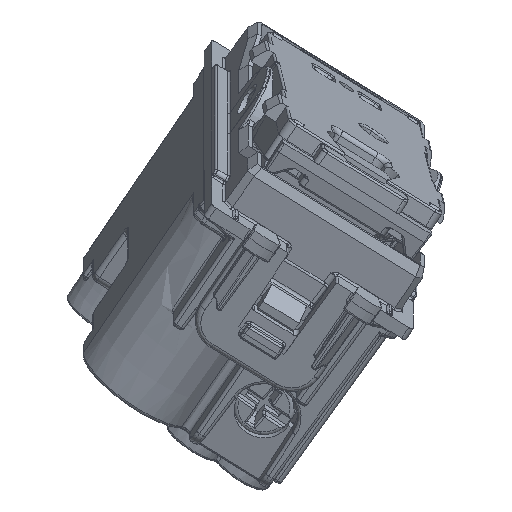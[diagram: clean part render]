
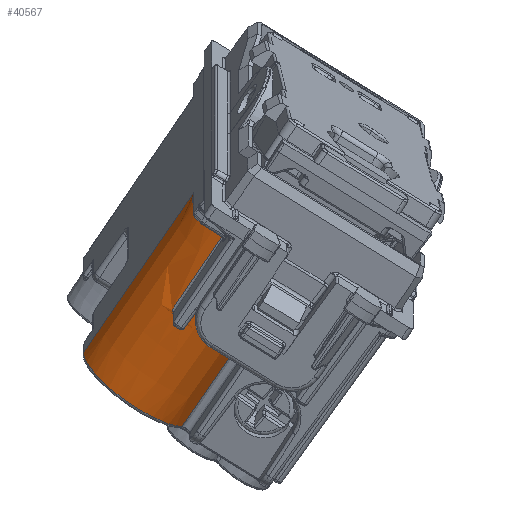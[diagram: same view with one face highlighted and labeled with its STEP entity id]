
A CAD part, front view. The second image highlights one B-rep face of the part: STEP entity #40567.
In plain terms, the highlighted conical face has half-angle 0.5 degrees and reference radius 5.994 mm.
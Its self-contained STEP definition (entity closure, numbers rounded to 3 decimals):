
#27187=CARTESIAN_POINT('Vertex',(-10.996,-12.,-2.403)) ;
#27261=CARTESIAN_POINT('Vertex',(-0.113,-15.474,-2.403)) ;
#27264=CARTESIAN_POINT('Axis2P3D Location',(-5.,-12.,-2.403)) ;
#31636=CARTESIAN_POINT('Vertex',(-11.16,-12.,16.397)) ;
#31685=CARTESIAN_POINT('Control Point',(-10.588,-14.581,15.803)) ;
#31686=CARTESIAN_POINT('Control Point',(-10.613,-14.526,15.803)) ;
#31687=CARTESIAN_POINT('Control Point',(-10.637,-14.472,15.804)) ;
#31688=CARTESIAN_POINT('Control Point',(-10.661,-14.417,15.807)) ;
#31689=CARTESIAN_POINT('Control Point',(-10.709,-14.302,15.815)) ;
#31690=CARTESIAN_POINT('Control Point',(-10.754,-14.187,15.828)) ;
#31691=CARTESIAN_POINT('Control Point',(-10.777,-14.126,15.836)) ;
#31692=CARTESIAN_POINT('Control Point',(-10.848,-13.928,15.864)) ;
#31693=CARTESIAN_POINT('Control Point',(-10.91,-13.73,15.903)) ;
#31694=CARTESIAN_POINT('Control Point',(-10.949,-13.592,15.934)) ;
#31695=CARTESIAN_POINT('Control Point',(-11.043,-13.219,16.024)) ;
#31696=CARTESIAN_POINT('Control Point',(-11.106,-12.845,16.132)) ;
#31697=CARTESIAN_POINT('Control Point',(-11.135,-12.61,16.204)) ;
#31698=CARTESIAN_POINT('Control Point',(-11.154,-12.35,16.286)) ;
#31699=CARTESIAN_POINT('Control Point',(-11.159,-12.091,16.368)) ;
#31700=CARTESIAN_POINT('Control Point',(-11.16,-12.067,16.376)) ;
#31701=CARTESIAN_POINT('Control Point',(-11.16,-12.039,16.385)) ;
#31702=CARTESIAN_POINT('Control Point',(-11.16,-12.012,16.394)) ;
#31703=CARTESIAN_POINT('Control Point',(-11.16,-12.008,16.395)) ;
#31704=CARTESIAN_POINT('Control Point',(-11.16,-12.004,16.396)) ;
#31705=CARTESIAN_POINT('Control Point',(-11.16,-12.,16.397)) ;
#31706=CARTESIAN_POINT('Vertex',(-10.588,-14.581,15.803)) ;
#32381=CARTESIAN_POINT('Vertex',(-7.721,-17.521,15.803)) ;
#32384=CARTESIAN_POINT('Axis2P3D Location',(-5.,-12.,15.803)) ;
#33321=CARTESIAN_POINT('Line Origine',(-11.084,-12.,7.7)) ;
#33325=CARTESIAN_POINT('Vertex',(-11.103,-12.,9.8)) ;
#33329=CARTESIAN_POINT('Control Point',(-11.103,-12.,9.8)) ;
#33330=CARTESIAN_POINT('Control Point',(-11.16,-12.,16.397)) ;
#38656=CARTESIAN_POINT('Control Point',(-0.113,-15.474,-2.403)) ;
#38657=CARTESIAN_POINT('Control Point',(-0.149,-15.559,-0.092)) ;
#38658=CARTESIAN_POINT('Control Point',(-0.185,-15.642,2.219)) ;
#38659=CARTESIAN_POINT('Control Point',(-0.221,-15.722,4.53)) ;
#38660=CARTESIAN_POINT('Control Point',(-0.258,-15.802,6.912)) ;
#38661=CARTESIAN_POINT('Control Point',(-0.295,-15.88,9.293)) ;
#38662=CARTESIAN_POINT('Control Point',(-0.296,-15.882,9.363)) ;
#38663=CARTESIAN_POINT('Control Point',(-0.297,-15.884,9.433)) ;
#38664=CARTESIAN_POINT('Control Point',(-0.298,-15.886,9.503)) ;
#38665=CARTESIAN_POINT('Vertex',(-0.298,-15.886,9.503)) ;
#38759=CARTESIAN_POINT('Vertex',(-5.863,-18.039,9.503)) ;
#38785=CARTESIAN_POINT('Axis2P3D Location',(-5.,-12.,9.503)) ;
#40138=CARTESIAN_POINT('Vertex',(-7.578,-17.507,7.297)) ;
#40150=CARTESIAN_POINT('Control Point',(-7.721,-17.521,15.803)) ;
#40151=CARTESIAN_POINT('Control Point',(-7.692,-17.518,14.102)) ;
#40152=CARTESIAN_POINT('Control Point',(-7.664,-17.516,12.401)) ;
#40153=CARTESIAN_POINT('Control Point',(-7.635,-17.513,10.699)) ;
#40154=CARTESIAN_POINT('Control Point',(-7.607,-17.51,8.998)) ;
#40155=CARTESIAN_POINT('Control Point',(-7.578,-17.507,7.297)) ;
#40190=CARTESIAN_POINT('Control Point',(-5.899,-18.014,7.297)) ;
#40191=CARTESIAN_POINT('Control Point',(-5.892,-18.019,7.738)) ;
#40192=CARTESIAN_POINT('Control Point',(-5.885,-18.024,8.179)) ;
#40193=CARTESIAN_POINT('Control Point',(-5.877,-18.029,8.621)) ;
#40194=CARTESIAN_POINT('Control Point',(-5.87,-18.034,9.062)) ;
#40195=CARTESIAN_POINT('Control Point',(-5.863,-18.039,9.503)) ;
#40196=CARTESIAN_POINT('Vertex',(-5.899,-18.014,7.297)) ;
#40238=CARTESIAN_POINT('Vertex',(-6.396,-17.916,7.)) ;
#40271=CARTESIAN_POINT('Vertex',(-7.11,-17.7,7.)) ;
#40274=CARTESIAN_POINT('Axis2P3D Location',(-5.,-12.,7.)) ;
#40482=CARTESIAN_POINT('Control Point',(-7.11,-17.7,7.)) ;
#40483=CARTESIAN_POINT('Control Point',(-7.253,-17.647,7.)) ;
#40484=CARTESIAN_POINT('Control Point',(-7.38,-17.595,7.08)) ;
#40485=CARTESIAN_POINT('Control Point',(-7.446,-17.566,7.153)) ;
#40486=CARTESIAN_POINT('Control Point',(-7.514,-17.537,7.225)) ;
#40487=CARTESIAN_POINT('Control Point',(-7.578,-17.507,7.297)) ;
#40534=CARTESIAN_POINT('Control Point',(-6.396,-17.916,7.)) ;
#40535=CARTESIAN_POINT('Control Point',(-6.25,-17.95,7.)) ;
#40536=CARTESIAN_POINT('Control Point',(-6.116,-17.977,7.077)) ;
#40537=CARTESIAN_POINT('Control Point',(-6.043,-17.99,7.153)) ;
#40538=CARTESIAN_POINT('Control Point',(-5.97,-18.003,7.224)) ;
#40539=CARTESIAN_POINT('Control Point',(-5.899,-18.014,7.297)) ;
#40548=CARTESIAN_POINT('Axis2P3D Location',(-5.,-12.,-2.7)) ;
#27265=DIRECTION('Axis2P3D Direction',(0.,-0.,1.)) ;
#32385=DIRECTION('Axis2P3D Direction',(0.,-0.,1.)) ;
#33322=DIRECTION('Vector Direction',(-0.009,0.,1.)) ;
#38786=DIRECTION('Axis2P3D Direction',(0.,-0.,1.)) ;
#40275=DIRECTION('Axis2P3D Direction',(0.,0.,1.)) ;
#40549=DIRECTION('Axis2P3D Direction',(0.,0.,1.)) ;
#40550=DIRECTION('Axis2P3D XDirection',(0.205,0.979,0.)) ;
#27266=AXIS2_PLACEMENT_3D('Circle Axis2P3D',#27264,#27265,$) ;
#32386=AXIS2_PLACEMENT_3D('Circle Axis2P3D',#32384,#32385,$) ;
#38787=AXIS2_PLACEMENT_3D('Circle Axis2P3D',#38785,#38786,$) ;
#40276=AXIS2_PLACEMENT_3D('Circle Axis2P3D',#40274,#40275,$) ;
#40551=AXIS2_PLACEMENT_3D('Cone Axis2P3D',#40548,#40549,#40550) ;
#40554=ORIENTED_EDGE('',*,*,#40198,.T.) ;
#40555=ORIENTED_EDGE('',*,*,#40540,.F.) ;
#40556=ORIENTED_EDGE('',*,*,#40278,.T.) ;
#40557=ORIENTED_EDGE('',*,*,#40488,.F.) ;
#40558=ORIENTED_EDGE('',*,*,#40156,.F.) ;
#40559=ORIENTED_EDGE('',*,*,#32388,.F.) ;
#40560=ORIENTED_EDGE('',*,*,#31708,.F.) ;
#40561=ORIENTED_EDGE('',*,*,#33331,.F.) ;
#40562=ORIENTED_EDGE('',*,*,#33327,.T.) ;
#40563=ORIENTED_EDGE('',*,*,#27268,.T.) ;
#40564=ORIENTED_EDGE('',*,*,#38667,.F.) ;
#40565=ORIENTED_EDGE('',*,*,#38789,.F.) ;
#33323=VECTOR('Line Direction',#33322,1.) ;
#40567=ADVANCED_FACE('PartBody',(#40566),#40552,.T.) ;
#31684=B_SPLINE_CURVE_WITH_KNOTS('',5,(#31685,#31686,#31687,#31688,#31689,#31690,#31691,#31692,#31693,#31694,#31695,#31696,#31697,#31698,#31699,#31700,#31701,#31702,#31703,#31704,#31705),.UNSPECIFIED.,.F.,.U.,(6,3,3,3,3,3,6),(2.49,2.902,3.357,4.38,6.118,6.293,6.321),.UNSPECIFIED.) ;
#33328=B_SPLINE_CURVE_WITH_KNOTS('',1,(#33329,#33330),.UNSPECIFIED.,.F.,.U.,(2,2),(-3.15,3.448),.UNSPECIFIED.) ;
#38655=B_SPLINE_CURVE_WITH_KNOTS('',5,(#38656,#38657,#38658,#38659,#38660,#38661,#38662,#38663,#38664),.UNSPECIFIED.,.F.,.U.,(6,3,6),(3.981,20.336,20.831),.UNSPECIFIED.) ;
#40149=B_SPLINE_CURVE_WITH_KNOTS('',5,(#40150,#40151,#40152,#40153,#40154,#40155),.UNSPECIFIED.,.F.,.U.,(6,6),(6.159,18.189),.UNSPECIFIED.) ;
#40189=B_SPLINE_CURVE_WITH_KNOTS('',5,(#40190,#40191,#40192,#40193,#40194,#40195),.UNSPECIFIED.,.F.,.U.,(6,6),(19.039,22.159),.UNSPECIFIED.) ;
#40481=B_SPLINE_CURVE_WITH_KNOTS('',5,(#40482,#40483,#40484,#40485,#40486,#40487),.UNSPECIFIED.,.F.,.U.,(6,6),(0.,0.949),.UNSPECIFIED.) ;
#40533=B_SPLINE_CURVE_WITH_KNOTS('',5,(#40534,#40535,#40536,#40537,#40538,#40539),.UNSPECIFIED.,.F.,.U.,(6,6),(0.,0.927),.UNSPECIFIED.) ;
#27267=CIRCLE('generated circle',#27266,5.996) ;
#32387=CIRCLE('generated circle',#32386,6.155) ;
#38788=CIRCLE('generated circle',#38787,6.1) ;
#40277=CIRCLE('generated circle',#40276,6.078) ;
#40552=CONICAL_SURFACE('Cone',#40551,5.993,0.009) ;
#27268=EDGE_CURVE('',#27188,#27262,#27267,.T.) ;
#31708=EDGE_CURVE('',#31637,#31707,#31684,.F.) ;
#32388=EDGE_CURVE('',#31707,#32382,#32387,.T.) ;
#33327=EDGE_CURVE('',#33326,#27188,#33324,.F.) ;
#33331=EDGE_CURVE('',#33326,#31637,#33328,.T.) ;
#38667=EDGE_CURVE('',#38666,#27262,#38655,.F.) ;
#38789=EDGE_CURVE('',#38760,#38666,#38788,.T.) ;
#40156=EDGE_CURVE('',#32382,#40139,#40149,.T.) ;
#40198=EDGE_CURVE('',#38760,#40197,#40189,.F.) ;
#40278=EDGE_CURVE('',#40239,#40272,#40277,.F.) ;
#40488=EDGE_CURVE('',#40139,#40272,#40481,.F.) ;
#40540=EDGE_CURVE('',#40239,#40197,#40533,.T.) ;
#40553=EDGE_LOOP('',(#40554,#40555,#40556,#40557,#40558,#40559,#40560,#40561,#40562,#40563,#40564,#40565)) ;
#40566=FACE_OUTER_BOUND('',#40553,.T.) ;
#33324=LINE('Line',#33321,#33323) ;
#27188=VERTEX_POINT('',#27187) ;
#27262=VERTEX_POINT('',#27261) ;
#31637=VERTEX_POINT('',#31636) ;
#31707=VERTEX_POINT('',#31706) ;
#32382=VERTEX_POINT('',#32381) ;
#33326=VERTEX_POINT('',#33325) ;
#38666=VERTEX_POINT('',#38665) ;
#38760=VERTEX_POINT('',#38759) ;
#40139=VERTEX_POINT('',#40138) ;
#40197=VERTEX_POINT('',#40196) ;
#40239=VERTEX_POINT('',#40238) ;
#40272=VERTEX_POINT('',#40271) ;
